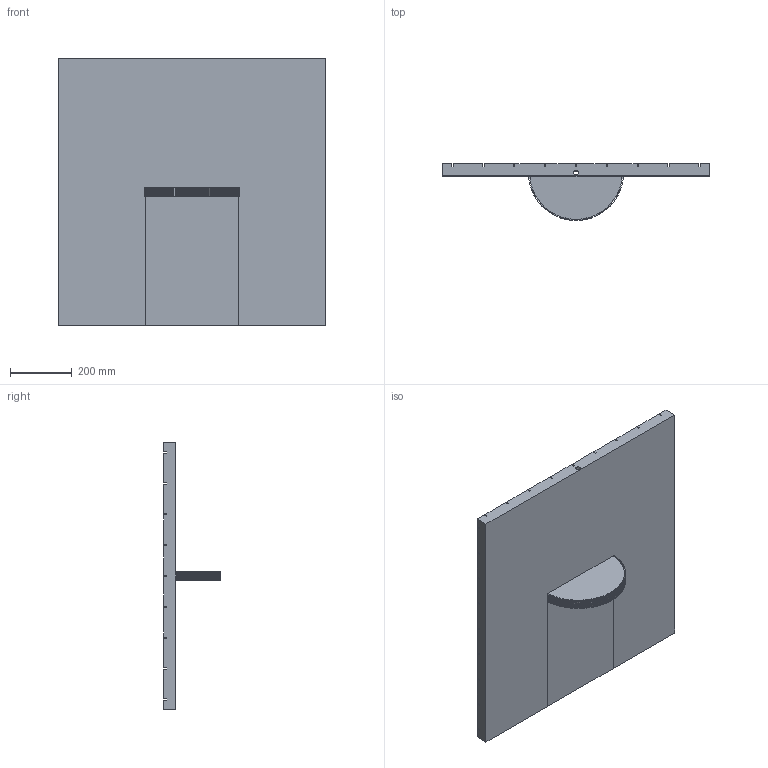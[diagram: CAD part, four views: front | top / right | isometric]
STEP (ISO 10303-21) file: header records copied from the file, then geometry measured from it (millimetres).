
FILE_DESCRIPTION(/* description */ ('Unknown'),/* implementation_level */ '2;1');
FILE_NAME(/* name */ 'panel and gear_FINAL',/* time_stamp */ '2024-05-19T15:43:14+02:00',/* author */ ('Unknown'),/* organization */ ('Unknown'),/* preprocessor_version */ 'ST-DEVELOPER v19.4',/* originating_system */ 'Solid Edge',/* authorisation */ 'Unknown');
FILE_SCHEMA (('AUTOMOTIVE_DESIGN {1 0 10303 214 3 1 1}'));
Length unit declared in the file: millimetre
Products named in the file (1): panel and gear2
Bounding box: 865 x 183.69 x 865 mm (x, y, z)
Volume: 30133644.3 mm3; surface area: 2065546.5 mm2
Topology: 1 solids, 1 shells, 813 faces, 2239 edges, 1492 vertices
Faces by surface type: plane 477, cylinder 170, bspline 166
Full cylindrical faces by diameter (mm): 15 x1
Entity records: 33701 total; most frequent: CARTESIAN_POINT 8725, ORIENTED_EDGE 4480, DIRECTION 3199, EDGE_CURVE 2240, VERTEX_POINT 1494, LINE 1231, VECTOR 1231, AXIS2_PLACEMENT_3D 984
